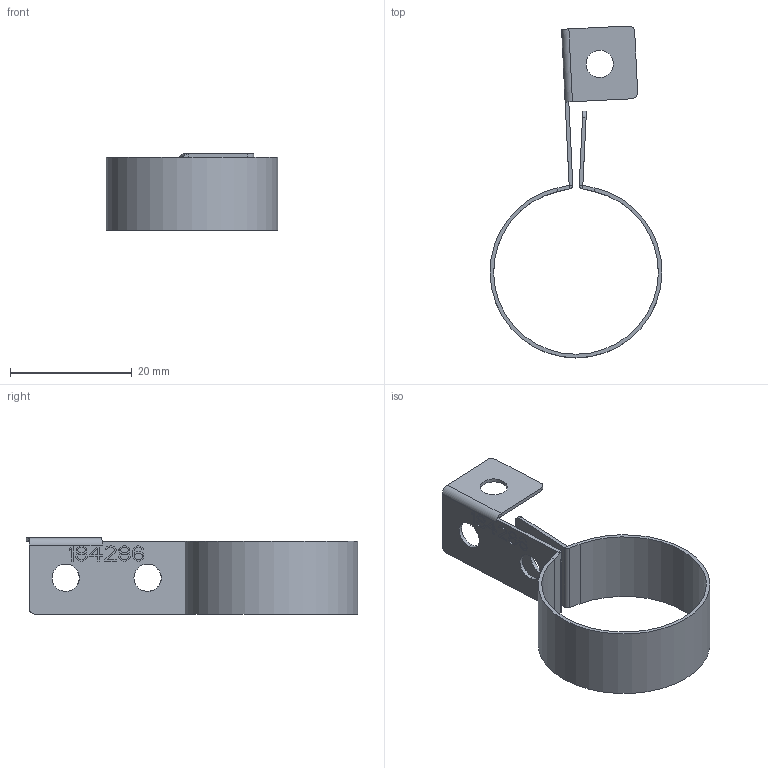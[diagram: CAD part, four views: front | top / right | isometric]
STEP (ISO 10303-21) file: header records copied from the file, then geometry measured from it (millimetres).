
FILE_DESCRIPTION((''),'2;1');
FILE_NAME('186362_ASM','2015-04-29T',('pdmadmin'),(''),'PRO/ENGINEER BY PARAMETRIC TECHNOLOGY CORPORATION, 2013230','PRO/ENGINEER BY PARAMETRIC TECHNOLOGY CORPORATION, 2013230','');
FILE_SCHEMA(('CONFIG_CONTROL_DESIGN'));
Length unit declared in the file: millimetre
Products named in the file (2): 184286; 186362_ASM
Assembly tree (1 placements, depth 2):
  186362_ASM
    184286
Bounding box: 28.3 x 54.63 x 12.6 mm (x, y, z)
Volume: 935.2 mm3; surface area: 3333.1 mm2
Topology: 1 solids, 1 shells, 305 faces, 841 edges, 550 vertices
Faces by surface type: plane 286, cylinder 19
Entity records: 9582 total; most frequent: CARTESIAN_POINT 1699, ORIENTED_EDGE 1682, DIRECTION 1497, EDGE_CURVE 841, VECTOR 801, LINE 801, VERTEX_POINT 550, AXIS2_PLACEMENT_3D 348
